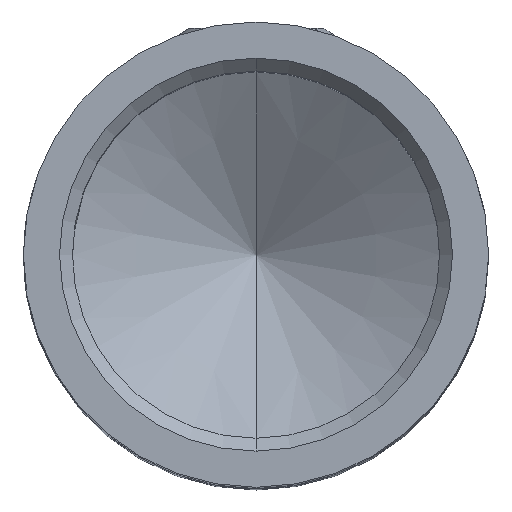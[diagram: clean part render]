
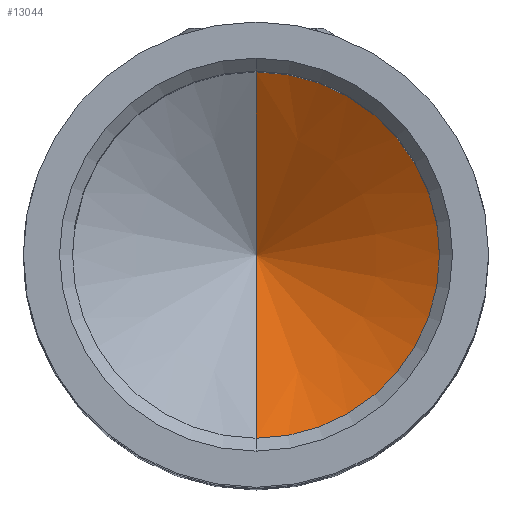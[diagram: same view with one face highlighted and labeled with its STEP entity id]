
A CAD part, top view. The second image highlights one B-rep face of the part: STEP entity #13044.
In plain terms, the highlighted conical face has half-angle 59 degrees and reference radius 1664.28 mm.
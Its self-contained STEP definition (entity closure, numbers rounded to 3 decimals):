
#34 = DIRECTION ( 'NONE',  ( 0., -0.857, 0.515 ) ) ;
#495 = AXIS2_PLACEMENT_3D ( 'NONE', #12237, #9968, #8010 ) ;
#883 = VERTEX_POINT ( 'NONE', #5260 ) ;
#1205 = VECTOR ( 'NONE', #34, 1000. ) ;
#1547 = CIRCLE ( 'NONE', #495, 7.1 ) ;
#1565 = LINE ( 'NONE', #5389, #3540 ) ;
#1930 = CARTESIAN_POINT ( 'NONE',  ( 0., 0., 1000.234 ) ) ;
#2311 = DIRECTION ( 'NONE',  ( 0., 0.857, 0.515 ) ) ;
#2377 = ORIENTED_EDGE ( 'NONE', *, *, #12232, .T. ) ;
#3540 = VECTOR ( 'NONE', #2311, 1000. ) ;
#3909 = AXIS2_PLACEMENT_3D ( 'NONE', #1930, #6129, #9252 ) ;
#4710 = CARTESIAN_POINT ( 'NONE',  ( 0., 7.1, 4.5 ) ) ;
#5162 = EDGE_LOOP ( 'NONE', ( #5979, #2377, #6787 ) ) ;
#5260 = CARTESIAN_POINT ( 'NONE',  ( 0., -7.1, 4.5 ) ) ;
#5389 = CARTESIAN_POINT ( 'NONE',  ( 0., 0., 0.234 ) ) ;
#5573 = CONICAL_SURFACE ( 'NONE', #3909, 1664.279, 1.03 ) ;
#5979 = ORIENTED_EDGE ( 'NONE', *, *, #9269, .F. ) ;
#6129 = DIRECTION ( 'NONE',  ( 0., 0., 1. ) ) ;
#6712 = FACE_OUTER_BOUND ( 'NONE', #5162, .T. ) ;
#6787 = ORIENTED_EDGE ( 'NONE', *, *, #11374, .F. ) ;
#8010 = DIRECTION ( 'NONE',  ( 0., 1., 0. ) ) ;
#9252 = DIRECTION ( 'NONE',  ( 0., -1., 0. ) ) ;
#9269 = EDGE_CURVE ( 'NONE', #10469, #9594, #1565, .T. ) ;
#9594 = VERTEX_POINT ( 'NONE', #4710 ) ;
#9968 = DIRECTION ( 'NONE',  ( 0., 0., -1. ) ) ;
#10263 = CARTESIAN_POINT ( 'NONE',  ( 0., 0., 0.234 ) ) ;
#10469 = VERTEX_POINT ( 'NONE', #13172 ) ;
#11374 = EDGE_CURVE ( 'NONE', #9594, #883, #1547, .T. ) ;
#12226 = LINE ( 'NONE', #10263, #1205 ) ;
#12232 = EDGE_CURVE ( 'NONE', #10469, #883, #12226, .T. ) ;
#12237 = CARTESIAN_POINT ( 'NONE',  ( 0., 0., 4.5 ) ) ;
#13044 = ADVANCED_FACE ( 'NONE', ( #6712 ), #5573, .F. ) ;
#13172 = CARTESIAN_POINT ( 'NONE',  ( 0., 0., 0.234 ) ) ;
